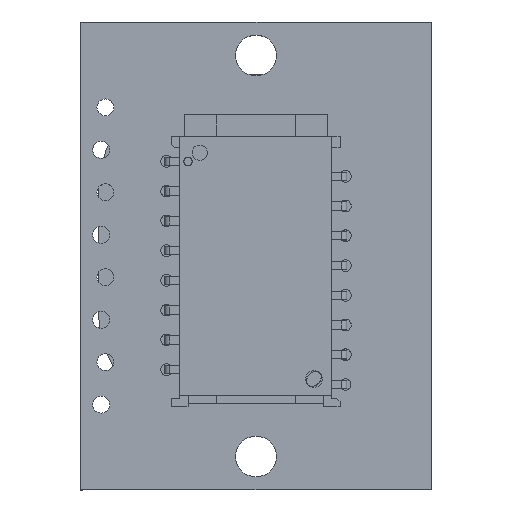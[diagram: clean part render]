
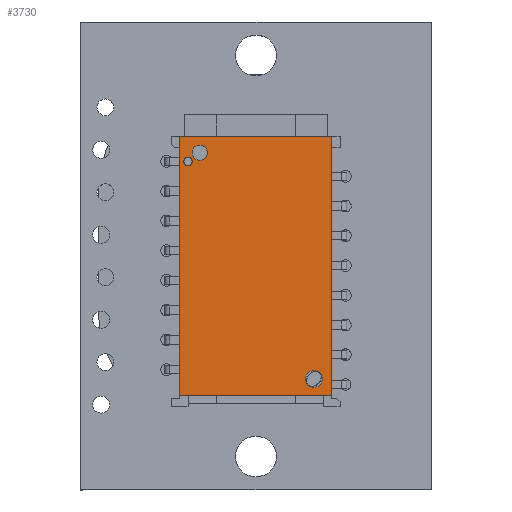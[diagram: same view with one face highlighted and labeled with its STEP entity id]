
A CAD part, top view. The second image highlights one B-rep face of the part: STEP entity #3730.
In plain terms, the highlighted planar face has unit normal (0, 0, 1).
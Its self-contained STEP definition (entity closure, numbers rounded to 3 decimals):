
#96=FACE_BOUND('',#621,.T.);
#97=FACE_BOUND('',#622,.T.);
#98=FACE_BOUND('',#623,.T.);
#242=CIRCLE('',#3943,0.5);
#245=CIRCLE('',#3967,0.45);
#246=CIRCLE('',#3969,0.25);
#417=FACE_OUTER_BOUND('',#620,.T.);
#620=EDGE_LOOP('',(#2862,#2863,#2864,#2865));
#621=EDGE_LOOP('',(#2866));
#622=EDGE_LOOP('',(#2867));
#623=EDGE_LOOP('',(#2868));
#979=LINE('',#5693,#1386);
#982=LINE('',#5698,#1389);
#984=LINE('',#5702,#1391);
#986=LINE('',#5705,#1393);
#1386=VECTOR('',#4586,10.);
#1389=VECTOR('',#4591,10.);
#1391=VECTOR('',#4595,10.);
#1393=VECTOR('',#4599,10.);
#1668=VERTEX_POINT('',#5455);
#1703=VERTEX_POINT('',#5563);
#1704=VERTEX_POINT('',#5567);
#1746=VERTEX_POINT('',#5691);
#1747=VERTEX_POINT('',#5692);
#1748=VERTEX_POINT('',#5697);
#1749=VERTEX_POINT('',#5701);
#2034=EDGE_CURVE('',#1668,#1668,#242,.T.);
#2087=EDGE_CURVE('',#1703,#1703,#245,.T.);
#2088=EDGE_CURVE('',#1704,#1704,#246,.T.);
#2149=EDGE_CURVE('',#1746,#1747,#979,.T.);
#2152=EDGE_CURVE('',#1748,#1746,#982,.T.);
#2154=EDGE_CURVE('',#1749,#1748,#984,.T.);
#2156=EDGE_CURVE('',#1747,#1749,#986,.T.);
#2862=ORIENTED_EDGE('',*,*,#2156,.F.);
#2863=ORIENTED_EDGE('',*,*,#2149,.F.);
#2864=ORIENTED_EDGE('',*,*,#2152,.F.);
#2865=ORIENTED_EDGE('',*,*,#2154,.F.);
#2866=ORIENTED_EDGE('',*,*,#2034,.T.);
#2867=ORIENTED_EDGE('',*,*,#2087,.T.);
#2868=ORIENTED_EDGE('',*,*,#2088,.T.);
#3581=PLANE('',#3995);
#3730=ADVANCED_FACE('',(#417,#96,#97,#98),#3581,.T.);
#3943=AXIS2_PLACEMENT_3D('',#5456,#4379,#4380);
#3967=AXIS2_PLACEMENT_3D('',#5565,#4477,#4478);
#3969=AXIS2_PLACEMENT_3D('',#5568,#4481,#4482);
#3995=AXIS2_PLACEMENT_3D('',#5706,#4600,#4601);
#4379=DIRECTION('center_axis',(0.,0.,-1.));
#4380=DIRECTION('ref_axis',(1.,0.,0.));
#4477=DIRECTION('center_axis',(0.,0.,-1.));
#4478=DIRECTION('ref_axis',(-1.,0.,0.));
#4481=DIRECTION('center_axis',(0.,0.,-1.));
#4482=DIRECTION('ref_axis',(1.,0.,0.));
#4586=DIRECTION('',(0.,-1.,0.));
#4591=DIRECTION('',(1.,0.,0.));
#4595=DIRECTION('',(0.,1.,0.));
#4599=DIRECTION('',(-1.,0.,0.));
#4600=DIRECTION('center_axis',(0.,0.,1.));
#4601=DIRECTION('ref_axis',(1.,0.,0.));
#5455=CARTESIAN_POINT('',(2.98,-7.36,0.));
#5456=CARTESIAN_POINT('Origin',(3.48,-7.36,0.));
#5563=CARTESIAN_POINT('',(-2.9,6.18,0.));
#5565=CARTESIAN_POINT('Origin',(-3.35,6.18,0.));
#5567=CARTESIAN_POINT('',(-4.3,5.66,0.));
#5568=CARTESIAN_POINT('Origin',(-4.05,5.66,0.));
#5691=CARTESIAN_POINT('',(4.55,7.18,0.));
#5692=CARTESIAN_POINT('',(4.55,-8.32,0.));
#5693=CARTESIAN_POINT('',(4.55,7.18,0.));
#5697=CARTESIAN_POINT('',(-4.55,7.18,0.));
#5698=CARTESIAN_POINT('',(-4.55,7.18,0.));
#5701=CARTESIAN_POINT('',(-4.55,-8.32,0.));
#5702=CARTESIAN_POINT('',(-4.55,-8.32,0.));
#5705=CARTESIAN_POINT('',(4.55,-8.32,0.));
#5706=CARTESIAN_POINT('Origin',(0.,-0.57,
0.));
